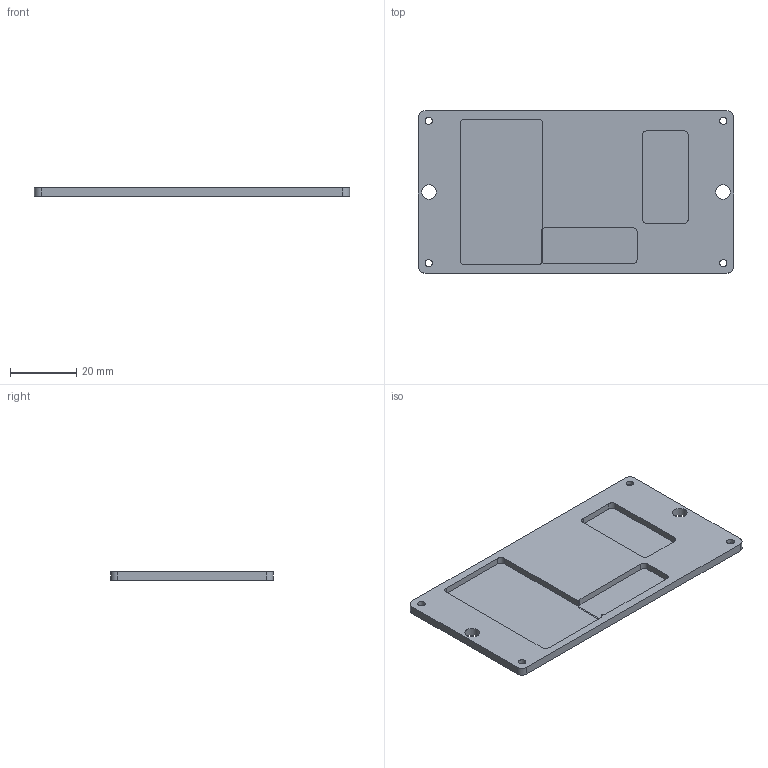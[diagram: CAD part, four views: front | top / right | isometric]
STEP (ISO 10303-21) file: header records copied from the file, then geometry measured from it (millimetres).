
FILE_DESCRIPTION(('Open CASCADE Model'),'2;1');
FILE_NAME('Open CASCADE Shape Model','2024-03-28T23:29:22',('Author'),( 'Open CASCADE'),'Open CASCADE STEP processor 7.5','Open CASCADE 7.5' ,'Unknown');
FILE_SCHEMA(('AUTOMOTIVE_DESIGN { 1 0 10303 214 1 1 1 1 }'));
Length unit declared in the file: millimetre
Products named in the file (1): Open CASCADE STEP translator 7.5 1
Bounding box: 95.2 x 49 x 2.5 mm (x, y, z)
Volume: 7911.9 mm3; surface area: 10622.6 mm2
Topology: 1 solids, 1 shells, 55 faces, 136 edges, 89 vertices
Faces by surface type: cylinder 26, plane 25, cone 4
Full cylindrical faces by diameter (mm): 2.2 x4, 4.3 x4, 4.4 x2
Entity records: 3507 total; most frequent: CARTESIAN_POINT 677, DIRECTION 555, LINE 287, VECTOR 287, ORIENTED_EDGE 272, PCURVE 272, DEFINITIONAL_REPRESENTATION 272, EDGE_CURVE 136
